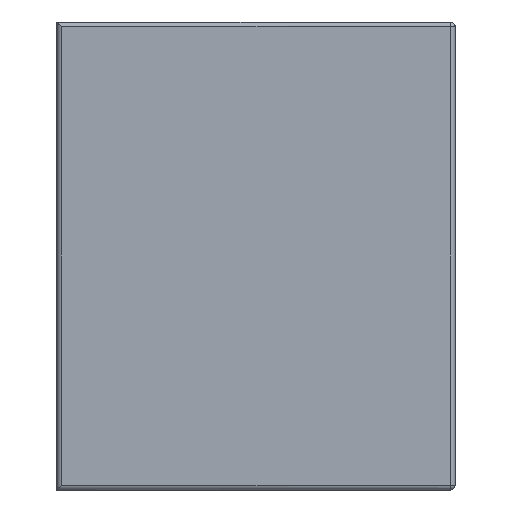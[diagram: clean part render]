
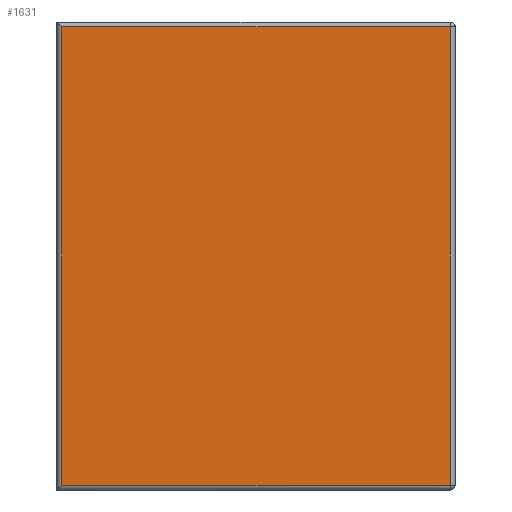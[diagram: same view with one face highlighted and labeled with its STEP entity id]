
A CAD part, left-side view. The second image highlights one B-rep face of the part: STEP entity #1631.
In plain terms, the highlighted planar face has unit normal (-1, 0, 0).
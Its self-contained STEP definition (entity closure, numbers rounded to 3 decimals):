
#166 = CYLINDRICAL_SURFACE('',#167,0.5);
#167 = AXIS2_PLACEMENT_3D('',#168,#169,#170);
#168 = CARTESIAN_POINT('',(-34.204,17.53,0.5));
#169 = DIRECTION('',(-0.,-1.,-0.));
#170 = DIRECTION('',(-1.,0.,0.));
#617 = CYLINDRICAL_SURFACE('',#618,0.5);
#618 = AXIS2_PLACEMENT_3D('',#619,#620,#621);
#619 = CARTESIAN_POINT('',(-34.204,17.03,0.));
#620 = DIRECTION('',(0.,0.,1.));
#621 = DIRECTION('',(-1.,0.,0.));
#797 = VERTEX_POINT('',#798);
#798 = CARTESIAN_POINT('',(-34.704,17.03,0.5));
#832 = VERTEX_POINT('',#833);
#833 = CARTESIAN_POINT('',(-34.704,-21.97,0.5));
#855 = EDGE_CURVE('',#797,#832,#856,.T.);
#856 = SURFACE_CURVE('',#857,(#861,#868),.PCURVE_S1.);
#857 = LINE('',#858,#859);
#858 = CARTESIAN_POINT('',(-34.704,17.53,0.5));
#859 = VECTOR('',#860,1.);
#860 = DIRECTION('',(-0.,-1.,-0.));
#861 = PCURVE('',#166,#862);
#862 = DEFINITIONAL_REPRESENTATION('',(#863),#867);
#863 = LINE('',#864,#865);
#864 = CARTESIAN_POINT('',(0.,0.));
#865 = VECTOR('',#866,1.);
#866 = DIRECTION('',(0.,1.));
#867 = ( GEOMETRIC_REPRESENTATION_CONTEXT(2) 
PARAMETRIC_REPRESENTATION_CONTEXT() REPRESENTATION_CONTEXT('2D SPACE',''
  ) );
#868 = PCURVE('',#869,#874);
#869 = PLANE('',#870);
#870 = AXIS2_PLACEMENT_3D('',#871,#872,#873);
#871 = CARTESIAN_POINT('',(-34.704,-22.47,0.));
#872 = DIRECTION('',(-1.,0.,0.));
#873 = DIRECTION('',(0.,1.,0.));
#874 = DEFINITIONAL_REPRESENTATION('',(#875),#879);
#875 = LINE('',#876,#877);
#876 = CARTESIAN_POINT('',(40.,-0.5));
#877 = VECTOR('',#878,1.);
#878 = DIRECTION('',(-1.,0.));
#879 = ( GEOMETRIC_REPRESENTATION_CONTEXT(2) 
PARAMETRIC_REPRESENTATION_CONTEXT() REPRESENTATION_CONTEXT('2D SPACE',''
  ) );
#1217 = CYLINDRICAL_SURFACE('',#1218,0.5);
#1218 = AXIS2_PLACEMENT_3D('',#1219,#1220,#1221);
#1219 = CARTESIAN_POINT('',(-34.204,-22.47,46.5));
#1220 = DIRECTION('',(0.,1.,0.));
#1221 = DIRECTION('',(-1.,0.,0.));
#1355 = VERTEX_POINT('',#1356);
#1356 = CARTESIAN_POINT('',(-34.704,17.03,46.5));
#1388 = EDGE_CURVE('',#797,#1355,#1389,.T.);
#1389 = SURFACE_CURVE('',#1390,(#1394,#1401),.PCURVE_S1.);
#1390 = LINE('',#1391,#1392);
#1391 = CARTESIAN_POINT('',(-34.704,17.03,0.));
#1392 = VECTOR('',#1393,1.);
#1393 = DIRECTION('',(0.,0.,1.));
#1394 = PCURVE('',#617,#1395);
#1395 = DEFINITIONAL_REPRESENTATION('',(#1396),#1400);
#1396 = LINE('',#1397,#1398);
#1397 = CARTESIAN_POINT('',(-0.,0.));
#1398 = VECTOR('',#1399,1.);
#1399 = DIRECTION('',(-0.,1.));
#1400 = ( GEOMETRIC_REPRESENTATION_CONTEXT(2) 
PARAMETRIC_REPRESENTATION_CONTEXT() REPRESENTATION_CONTEXT('2D SPACE',''
  ) );
#1401 = PCURVE('',#869,#1402);
#1402 = DEFINITIONAL_REPRESENTATION('',(#1403),#1407);
#1403 = LINE('',#1404,#1405);
#1404 = CARTESIAN_POINT('',(39.5,0.));
#1405 = VECTOR('',#1406,1.);
#1406 = DIRECTION('',(0.,-1.));
#1407 = ( GEOMETRIC_REPRESENTATION_CONTEXT(2) 
PARAMETRIC_REPRESENTATION_CONTEXT() REPRESENTATION_CONTEXT('2D SPACE',''
  ) );
#1455 = CYLINDRICAL_SURFACE('',#1456,0.5);
#1456 = AXIS2_PLACEMENT_3D('',#1457,#1458,#1459);
#1457 = CARTESIAN_POINT('',(-34.204,-21.97,0.5));
#1458 = DIRECTION('',(0.,0.,1.));
#1459 = DIRECTION('',(-1.,0.,0.));
#1631 = ADVANCED_FACE('',(#1632),#869,.T.);
#1632 = FACE_BOUND('',#1633,.T.);
#1633 = EDGE_LOOP('',(#1634,#1635,#1658,#1679));
#1634 = ORIENTED_EDGE('',*,*,#855,.T.);
#1635 = ORIENTED_EDGE('',*,*,#1636,.T.);
#1636 = EDGE_CURVE('',#832,#1637,#1639,.T.);
#1637 = VERTEX_POINT('',#1638);
#1638 = CARTESIAN_POINT('',(-34.704,-21.97,46.5));
#1639 = SURFACE_CURVE('',#1640,(#1644,#1651),.PCURVE_S1.);
#1640 = LINE('',#1641,#1642);
#1641 = CARTESIAN_POINT('',(-34.704,-21.97,0.5));
#1642 = VECTOR('',#1643,1.);
#1643 = DIRECTION('',(0.,0.,1.));
#1644 = PCURVE('',#869,#1645);
#1645 = DEFINITIONAL_REPRESENTATION('',(#1646),#1650);
#1646 = LINE('',#1647,#1648);
#1647 = CARTESIAN_POINT('',(0.5,-0.5));
#1648 = VECTOR('',#1649,1.);
#1649 = DIRECTION('',(0.,-1.));
#1650 = ( GEOMETRIC_REPRESENTATION_CONTEXT(2) 
PARAMETRIC_REPRESENTATION_CONTEXT() REPRESENTATION_CONTEXT('2D SPACE',''
  ) );
#1651 = PCURVE('',#1455,#1652);
#1652 = DEFINITIONAL_REPRESENTATION('',(#1653),#1657);
#1653 = LINE('',#1654,#1655);
#1654 = CARTESIAN_POINT('',(0.,0.));
#1655 = VECTOR('',#1656,1.);
#1656 = DIRECTION('',(0.,1.));
#1657 = ( GEOMETRIC_REPRESENTATION_CONTEXT(2) 
PARAMETRIC_REPRESENTATION_CONTEXT() REPRESENTATION_CONTEXT('2D SPACE',''
  ) );
#1658 = ORIENTED_EDGE('',*,*,#1659,.T.);
#1659 = EDGE_CURVE('',#1637,#1355,#1660,.T.);
#1660 = SURFACE_CURVE('',#1661,(#1665,#1672),.PCURVE_S1.);
#1661 = LINE('',#1662,#1663);
#1662 = CARTESIAN_POINT('',(-34.704,-22.47,46.5));
#1663 = VECTOR('',#1664,1.);
#1664 = DIRECTION('',(0.,1.,0.));
#1665 = PCURVE('',#869,#1666);
#1666 = DEFINITIONAL_REPRESENTATION('',(#1667),#1671);
#1667 = LINE('',#1668,#1669);
#1668 = CARTESIAN_POINT('',(0.,-46.5));
#1669 = VECTOR('',#1670,1.);
#1670 = DIRECTION('',(1.,0.));
#1671 = ( GEOMETRIC_REPRESENTATION_CONTEXT(2) 
PARAMETRIC_REPRESENTATION_CONTEXT() REPRESENTATION_CONTEXT('2D SPACE',''
  ) );
#1672 = PCURVE('',#1217,#1673);
#1673 = DEFINITIONAL_REPRESENTATION('',(#1674),#1678);
#1674 = LINE('',#1675,#1676);
#1675 = CARTESIAN_POINT('',(0.,0.));
#1676 = VECTOR('',#1677,1.);
#1677 = DIRECTION('',(0.,1.));
#1678 = ( GEOMETRIC_REPRESENTATION_CONTEXT(2) 
PARAMETRIC_REPRESENTATION_CONTEXT() REPRESENTATION_CONTEXT('2D SPACE',''
  ) );
#1679 = ORIENTED_EDGE('',*,*,#1388,.F.);
